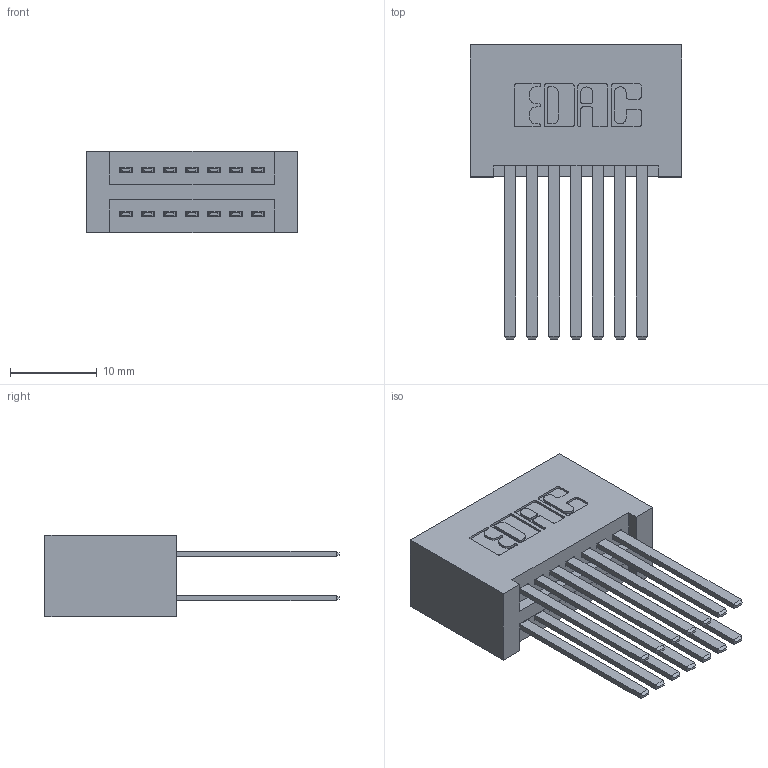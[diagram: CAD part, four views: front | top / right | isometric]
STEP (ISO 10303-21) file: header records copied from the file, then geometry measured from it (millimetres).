
FILE_DESCRIPTION (( 'STEP AP203' ), '1' );
FILE_NAME ('345-014-544-201.STEP', '2019-10-26T18:39:47', ( '' ), ( '' ), 'SwSTEP 2.0', 'SolidWorks 2016', '' );
FILE_SCHEMA (( 'CONFIG_CONTROL_DESIGN' ));
Length unit declared in the file: inch
Products named in the file (3): 345-292-001_345-293-144; 345 Part_No Mounting Lugs; 345-014-544-201
Assembly tree (15 placements, depth 2):
  345-014-544-201
    345 Part_No Mounting Lugs
    345-292-001_345-293-144  x14
Bounding box: 24.38 x 33.96 x 9.4 mm (x, y, z)
Volume: 2856 mm3; surface area: 4422.2 mm2
Topology: 15 solids, 15 shells, 734 faces, 2151 edges, 1414 vertices
Faces by surface type: plane 482, cylinder 252
Entity records: 9743 total; most frequent: CARTESIAN_POINT 1664, ORIENTED_EDGE 1598, DIRECTION 1503, EDGE_CURVE 799, LINE 651, VECTOR 651, VERTEX_POINT 530, AXIS2_PLACEMENT_3D 426
